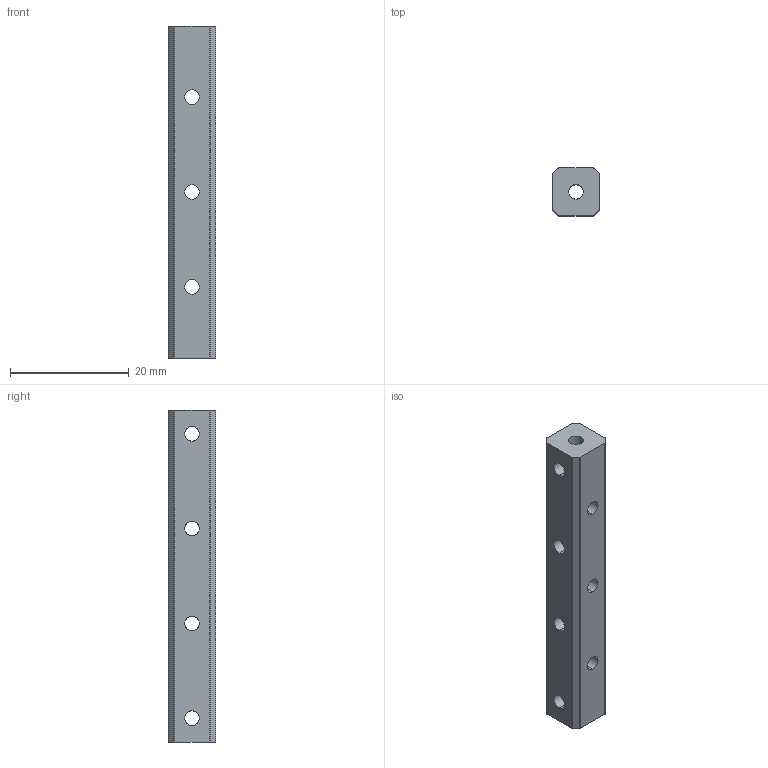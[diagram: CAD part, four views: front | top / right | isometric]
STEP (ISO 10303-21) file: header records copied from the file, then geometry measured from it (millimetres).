
FILE_DESCRIPTION (( 'STEP AP203' ), '1' );
FILE_NAME ('REV-41-1733.STEP', '2019-07-12T00:43:44', ( '' ), ( '' ), 'SwSTEP 2.0', 'SolidWorks 2018', '' );
FILE_SCHEMA (( 'CONFIG_CONTROL_DESIGN' ));
Length unit declared in the file: millimetre
Products named in the file (1): REV-41-1733
Bounding box: 8 x 8 x 56 mm (x, y, z)
Volume: 2994.5 mm3; surface area: 2406 mm2
Topology: 1 solids, 1 shells, 62 faces, 180 edges, 106 vertices
Faces by surface type: cylinder 52, plane 10
Entity records: 2133 total; most frequent: CARTESIAN_POINT 517, ORIENTED_EDGE 360, DIRECTION 298, EDGE_CURVE 180, AXIS2_PLACEMENT_3D 111, VERTEX_POINT 106, EDGE_LOOP 78, VECTOR 76
